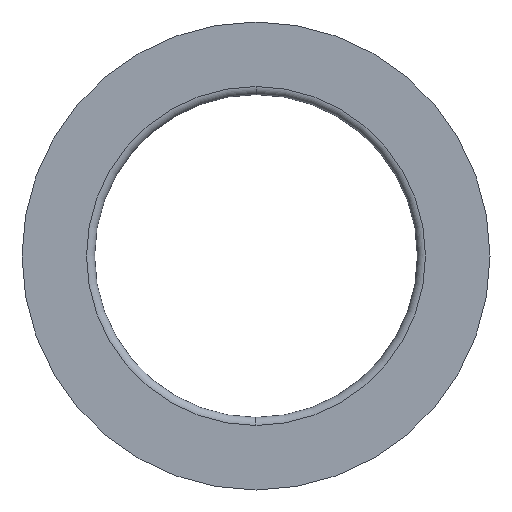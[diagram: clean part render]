
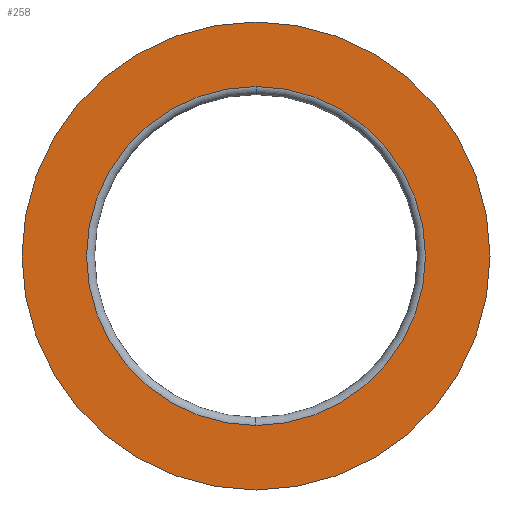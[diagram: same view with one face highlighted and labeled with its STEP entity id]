
A CAD part, left-side view. The second image highlights one B-rep face of the part: STEP entity #258.
In plain terms, the highlighted planar face has unit normal (-1, 0, 0).
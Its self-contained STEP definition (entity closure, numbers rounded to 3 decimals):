
#8 = CIRCLE ( 'NONE', #58, 3.15 ) ;
#12 = EDGE_CURVE ( 'NONE', #371, #49, #143, .T. ) ;
#14 = CIRCLE ( 'NONE', #323, 4.35 ) ;
#17 = AXIS2_PLACEMENT_3D ( 'NONE', #296, #166, #76 ) ;
#21 = CARTESIAN_POINT ( 'NONE',  ( 0., 3.15, 0. ) ) ;
#49 = VERTEX_POINT ( 'NONE', #351 ) ;
#58 = AXIS2_PLACEMENT_3D ( 'NONE', #101, #398, #271 ) ;
#69 = CARTESIAN_POINT ( 'NONE',  ( 0., 0., -4.35 ) ) ;
#75 = DIRECTION ( 'NONE',  ( 0., 0., 1. ) ) ;
#76 = DIRECTION ( 'NONE',  ( 0., 0., 1. ) ) ;
#101 = CARTESIAN_POINT ( 'NONE',  ( 0., 0., 0. ) ) ;
#103 = EDGE_CURVE ( 'NONE', #49, #371, #8, .T. ) ;
#112 = CARTESIAN_POINT ( 'NONE',  ( 0., 0., 4.35 ) ) ;
#113 = CIRCLE ( 'NONE', #247, 4.35 ) ;
#117 = CARTESIAN_POINT ( 'NONE',  ( 0., 0., 0. ) ) ;
#143 = CIRCLE ( 'NONE', #17, 3.15 ) ;
#145 = ORIENTED_EDGE ( 'NONE', *, *, #541, .T. ) ;
#166 = DIRECTION ( 'NONE',  ( -1., 0., 0. ) ) ;
#199 = DIRECTION ( 'NONE',  ( -1., 0., 0. ) ) ;
#247 = AXIS2_PLACEMENT_3D ( 'NONE', #117, #294, #75 ) ;
#252 = DIRECTION ( 'NONE',  ( 0., 0., 1. ) ) ;
#258 = ADVANCED_FACE ( 'NONE', ( #268, #436 ), #390, .T. ) ;
#268 = FACE_BOUND ( 'NONE', #407, .T. ) ;
#271 = DIRECTION ( 'NONE',  ( 0., 0., 1. ) ) ;
#274 = VERTEX_POINT ( 'NONE', #112 ) ;
#290 = CARTESIAN_POINT ( 'NONE',  ( 0., 0., -3.15 ) ) ;
#294 = DIRECTION ( 'NONE',  ( -1., 0., 0. ) ) ;
#296 = CARTESIAN_POINT ( 'NONE',  ( 0., 0., 0. ) ) ;
#319 = ORIENTED_EDGE ( 'NONE', *, *, #12, .F. ) ;
#322 = EDGE_LOOP ( 'NONE', ( #388, #145 ) ) ;
#323 = AXIS2_PLACEMENT_3D ( 'NONE', #497, #454, #408 ) ;
#351 = CARTESIAN_POINT ( 'NONE',  ( 0., 0., 3.15 ) ) ;
#371 = VERTEX_POINT ( 'NONE', #290 ) ;
#388 = ORIENTED_EDGE ( 'NONE', *, *, #496, .T. ) ;
#390 = PLANE ( 'NONE',  #440 ) ;
#398 = DIRECTION ( 'NONE',  ( -1., 0., 0. ) ) ;
#407 = EDGE_LOOP ( 'NONE', ( #524, #319 ) ) ;
#408 = DIRECTION ( 'NONE',  ( 0., 0., 1. ) ) ;
#436 = FACE_OUTER_BOUND ( 'NONE', #322, .T. ) ;
#440 = AXIS2_PLACEMENT_3D ( 'NONE', #21, #199, #252 ) ;
#454 = DIRECTION ( 'NONE',  ( -1., 0., 0. ) ) ;
#496 = EDGE_CURVE ( 'NONE', #274, #529, #113, .T. ) ;
#497 = CARTESIAN_POINT ( 'NONE',  ( 0., 0., 0. ) ) ;
#524 = ORIENTED_EDGE ( 'NONE', *, *, #103, .F. ) ;
#529 = VERTEX_POINT ( 'NONE', #69 ) ;
#541 = EDGE_CURVE ( 'NONE', #529, #274, #14, .T. ) ;
